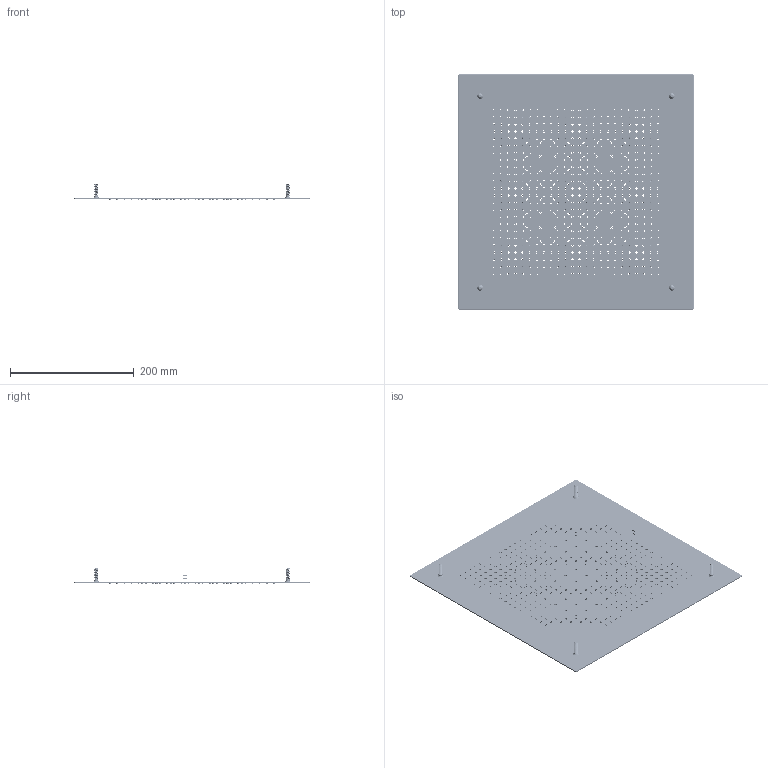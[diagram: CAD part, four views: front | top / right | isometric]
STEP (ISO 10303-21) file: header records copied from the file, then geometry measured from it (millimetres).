
FILE_DESCRIPTION(/* description */ ('Unknown'),/* implementation_level */ '2;1');
FILE_NAME(/* name */ 'AC148-00',/* time_stamp */ '2023-11-10T09:11:37+01:00',/* author */ ('Unknown'),/* organization */ ('Unknown'),/* preprocessor_version */ 'ST-DEVELOPER v18.102',/* originating_system */ 'Solid Edge',/* authorisation */ 'Unknown');
FILE_SCHEMA (('MODEL_BASED_INTEGRATED_MANUFACTURING_SCHEMA','AUTOMOTIVE_DESIGN {1 0 10303 214 3 1 1}'));
Products named in the file (10): AC148-000; C063166_03800LI_ASM_oa_0; C127103_03800LI_ASM_oa_1; C127103_ACCIAIO; E055098_08700ZZ_ASM_oa_2; A063085_51900ZR_AF0_ASM_oa_3; 27470_AF0_oa_4; A063086_50300ZR_AF0_ASM_oa_5; 27471_AF0_oa_6; C092029_00001ZZ
Assembly tree (12 placements, depth 4):
  AC148-000
    C063166_03800LI_ASM_oa_0
      C127103_03800LI_ASM_oa_1
        C127103_ACCIAIO
    E055098_08700ZZ_ASM_oa_2
      A063085_51900ZR_AF0_ASM_oa_3
        27470_AF0_oa_4
      A063086_50300ZR_AF0_ASM_oa_5
        27471_AF0_oa_6
    C092029_00001ZZ  x4
Bounding box: 380 x 380 x 27.32 mm (x, y, z)
Volume: 290656.9 mm3; surface area: 337037 mm2
Topology: 647 solids, 647 shells, 5242 faces, 12239 edges, 7707 vertices
Faces by surface type: cone 1876, cylinder 1312, torus 1224, plane 758, bspline 72
Full cylindrical faces by diameter (mm): 1.2 x576, 3.7 x576, 4.7 x64, 6 x80, 12 x4
Entity records: 120188 total; most frequent: DIRECTION 21547, CARTESIAN_POINT 20137, ORIENTED_EDGE 11578, EDGE_LOOP 11355, FACE_BOUND 11355, AXIS2_PLACEMENT_3D 10746, EDGE_CURVE 5789, VERTEX_POINT 5732
